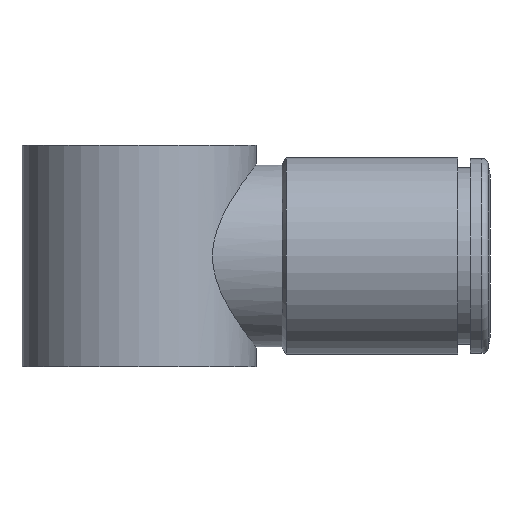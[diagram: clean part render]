
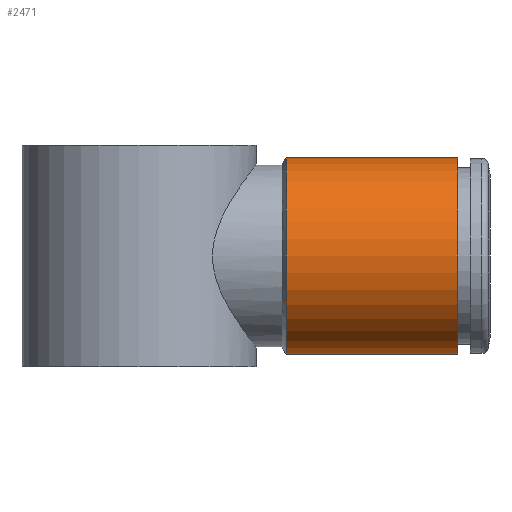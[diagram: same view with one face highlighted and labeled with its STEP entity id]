
A CAD part, front view. The second image highlights one B-rep face of the part: STEP entity #2471.
In plain terms, the highlighted cylindrical face has radius 7.55 mm (diameter 15.1 mm), a full revolution.
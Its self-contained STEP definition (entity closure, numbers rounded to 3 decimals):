
#426=CYLINDRICAL_SURFACE('',#2418,7.55);
#482=ORIENTED_EDGE('',*,*,#599,.F.);
#483=ORIENTED_EDGE('',*,*,#598,.T.);
#526=CIRCLE('',#2417,7.55);
#527=CIRCLE('',#2419,7.55);
#562=VERTEX_POINT('',#2334);
#563=VERTEX_POINT('',#2337);
#598=EDGE_CURVE('',#562,#562,#526,.T.);
#599=EDGE_CURVE('',#563,#563,#527,.T.);
#660=EDGE_LOOP('',(#482));
#661=EDGE_LOOP('',(#483));
#732=FACE_BOUND('',#660,.T.);
#733=FACE_BOUND('',#661,.T.);
#854=DIRECTION('',(0.,1.,0.));
#855=DIRECTION('',(-7.55,0.,0.));
#856=DIRECTION('',(0.,-1.,0.));
#857=DIRECTION('',(-1.,0.,0.));
#858=DIRECTION('',(0.,1.,0.));
#859=DIRECTION('',(-7.55,0.,0.));
#2334=CARTESIAN_POINT('',(84.407,39.746,0.));
#2335=CARTESIAN_POINT('',(91.957,39.746,0.));
#2336=CARTESIAN_POINT('',(91.957,52.928,0.));
#2337=CARTESIAN_POINT('',(84.407,52.928,0.));
#2338=CARTESIAN_POINT('',(91.957,52.928,0.));
#2417=AXIS2_PLACEMENT_3D('',#2335,#854,#855);
#2418=AXIS2_PLACEMENT_3D('',#2336,#856,#857);
#2419=AXIS2_PLACEMENT_3D('',#2338,#858,#859);
#2471=ADVANCED_FACE('',(#732,#733),#426,.T.);
